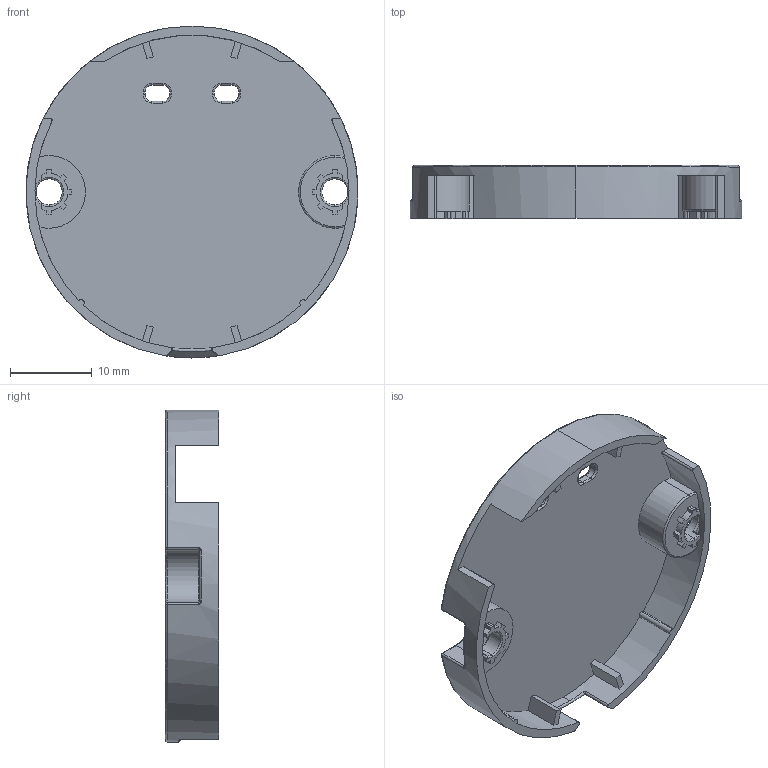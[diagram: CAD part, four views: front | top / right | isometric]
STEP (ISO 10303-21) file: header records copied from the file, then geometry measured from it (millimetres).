
FILE_DESCRIPTION (( 'STEP AP214' ), '1' );
FILE_NAME ('001948-H1-1795-A1 Cover EDC_38C.STEP', '2016-08-10T06:15:40', ( 'Admin' ), ( 'Microsoft' ), 'SwSTEP 2.0', 'SolidWorks 2016', '' );
FILE_SCHEMA (( 'AUTOMOTIVE_DESIGN' ));
Length unit declared in the file: millimetre
Products named in the file (2): 001948-H1-1795-A1 Cover EDC_38C
Bounding box: 40.64 x 6.5 x 40.69 mm (x, y, z)
Volume: 2261.1 mm3; surface area: 4094.5 mm2
Topology: 1 solids, 1 shells, 223 faces, 595 edges, 368 vertices
Faces by surface type: cylinder 95, plane 69, torus 41, bspline 13, sphere 4, cone 1
Entity records: 7382 total; most frequent: CARTESIAN_POINT 1673, DIRECTION 1269, ORIENTED_EDGE 1182, EDGE_CURVE 591, AXIS2_PLACEMENT_3D 500, VERTEX_POINT 368, CIRCLE 288, VECTOR 269
